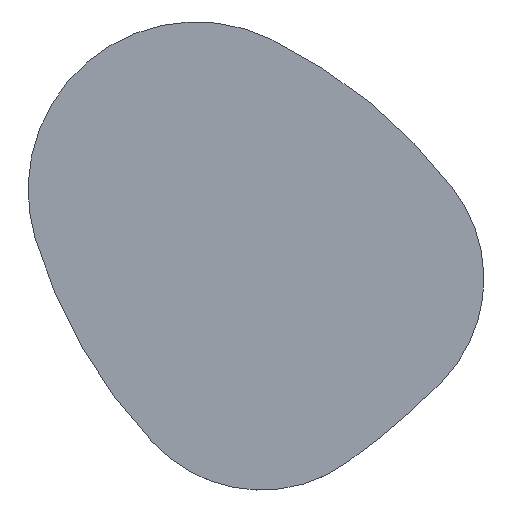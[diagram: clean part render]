
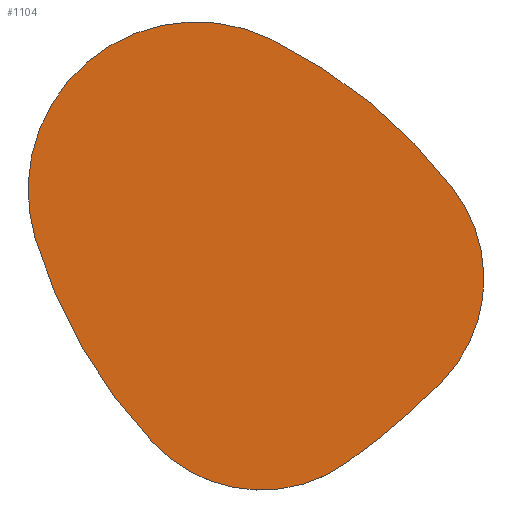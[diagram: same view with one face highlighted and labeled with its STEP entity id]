
A CAD part, top view. The second image highlights one B-rep face of the part: STEP entity #1104.
In plain terms, the highlighted planar face has unit normal (0, 0, 1).
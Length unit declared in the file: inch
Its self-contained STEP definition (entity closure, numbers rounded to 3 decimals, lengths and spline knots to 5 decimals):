
#31 = CIRCLE ( 'NONE', #738, 3.15 ) ;
#38 = CIRCLE ( 'NONE', #742, 15. ) ;
#52 = CIRCLE ( 'NONE', #737, 11.08 ) ;
#55 = CIRCLE ( 'NONE', #722, 3.22 ) ;
#63 = CIRCLE ( 'NONE', #724, 3.62252 ) ;
#66 = CIRCLE ( 'NONE', #727, 3.15 ) ;
#77 = CIRCLE ( 'NONE', #439, 3.22 ) ;
#82 = CIRCLE ( 'NONE', #673, 11.08 ) ;
#210 = ORIENTED_EDGE ( 'NONE', *, *, #505, .F. ) ;
#227 = ORIENTED_EDGE ( 'NONE', *, *, #522, .F. ) ;
#242 = ORIENTED_EDGE ( 'NONE', *, *, #524, .F. ) ;
#248 = EDGE_LOOP ( 'NONE', ( #227, #210, #354, #309, #263, #332, #265, #242 ) ) ;
#263 = ORIENTED_EDGE ( 'NONE', *, *, #531, .T. ) ;
#265 = ORIENTED_EDGE ( 'NONE', *, *, #514, .T. ) ;
#309 = ORIENTED_EDGE ( 'NONE', *, *, #543, .F. ) ;
#332 = ORIENTED_EDGE ( 'NONE', *, *, #512, .T. ) ;
#354 = ORIENTED_EDGE ( 'NONE', *, *, #532, .F. ) ;
#439 = AXIS2_PLACEMENT_3D ( 'NONE', #1378, #1376, #1377 ) ;
#505 = EDGE_CURVE ( 'NONE', #638, #651, #77, .T. ) ;
#512 = EDGE_CURVE ( 'NONE', #636, #648, #55, .T. ) ;
#514 = EDGE_CURVE ( 'NONE', #648, #599, #66, .T. ) ;
#522 = EDGE_CURVE ( 'NONE', #651, #576, #31, .T. ) ;
#524 = EDGE_CURVE ( 'NONE', #576, #599, #38, .T. ) ;
#531 = EDGE_CURVE ( 'NONE', #597, #636, #82, .T. ) ;
#532 = EDGE_CURVE ( 'NONE', #641, #638, #52, .T. ) ;
#543 = EDGE_CURVE ( 'NONE', #597, #641, #63, .T. ) ;
#576 = VERTEX_POINT ( 'NONE', #1666 ) ;
#597 = VERTEX_POINT ( 'NONE', #1517 ) ;
#599 = VERTEX_POINT ( 'NONE', #1511 ) ;
#636 = VERTEX_POINT ( 'NONE', #1474 ) ;
#638 = VERTEX_POINT ( 'NONE', #1485 ) ;
#641 = VERTEX_POINT ( 'NONE', #1471 ) ;
#648 = VERTEX_POINT ( 'NONE', #1464 ) ;
#651 = VERTEX_POINT ( 'NONE', #1461 ) ;
#673 = AXIS2_PLACEMENT_3D ( 'NONE', #1595, #1594, #1591 ) ;
#690 = AXIS2_PLACEMENT_3D ( 'NONE', #1391, #1389, #1387 ) ;
#722 = AXIS2_PLACEMENT_3D ( 'NONE', #1657, #1658, #1659 ) ;
#724 = AXIS2_PLACEMENT_3D ( 'NONE', #1549, #1380, #1383 ) ;
#727 = AXIS2_PLACEMENT_3D ( 'NONE', #1600, #1601, #1602 ) ;
#737 = AXIS2_PLACEMENT_3D ( 'NONE', #1587, #1570, #1586 ) ;
#738 = AXIS2_PLACEMENT_3D ( 'NONE', #1531, #1530, #1529 ) ;
#742 = AXIS2_PLACEMENT_3D ( 'NONE', #1577, #1578, #1579 ) ;
#1104 = ADVANCED_FACE ( 'NONE', ( #1222 ), #1395, .F. ) ;
#1222 = FACE_OUTER_BOUND ( 'NONE', #248, .T. ) ;
#1376 = DIRECTION ( 'NONE',  ( 0., 0., -1. ) ) ;
#1377 = DIRECTION ( 'NONE',  ( 0.762, 0.648, 0. ) ) ;
#1378 = CARTESIAN_POINT ( 'NONE',  ( 1.99704, -0.77313, 3.36066 ) ) ;
#1380 = DIRECTION ( 'NONE',  ( 0., 0., -1. ) ) ;
#1383 = DIRECTION ( 'NONE',  ( 0.762, 0.648, 0. ) ) ;
#1387 = DIRECTION ( 'NONE',  ( 0.762, 0.648, 0. ) ) ;
#1389 = DIRECTION ( 'NONE',  ( 0., 0., -1. ) ) ;
#1391 = CARTESIAN_POINT ( 'NONE',  ( 2.06699, -0.77049, 3.36066 ) ) ;
#1395 = PLANE ( 'NONE',  #690 ) ;
#1461 = CARTESIAN_POINT ( 'NONE',  ( 5.21475, -0.65158, 3.36066 ) ) ;
#1464 = CARTESIAN_POINT ( 'NONE',  ( -0.19345, -5.25173, 3.36066 ) ) ;
#1471 = CARTESIAN_POINT ( 'NONE',  ( 0.61134, 4.40192, 3.36066 ) ) ;
#1474 = CARTESIAN_POINT ( 'NONE',  ( -1.90315, -4.30093, 3.36066 ) ) ;
#1485 = CARTESIAN_POINT ( 'NONE',  ( 4.55054, 1.18851, 3.36066 ) ) ;
#1511 = CARTESIAN_POINT ( 'NONE',  ( 2.24368, -4.73853, 3.36066 ) ) ;
#1517 = CARTESIAN_POINT ( 'NONE',  ( -4.44298, 0.10277, 3.36066 ) ) ;
#1529 = DIRECTION ( 'NONE',  ( 0.762, 0.648, 0. ) ) ;
#1530 = DIRECTION ( 'NONE',  ( 0., 0., -1. ) ) ;
#1531 = CARTESIAN_POINT ( 'NONE',  ( 2.06699, -0.77049, 3.36066 ) ) ;
#1549 = CARTESIAN_POINT ( 'NONE',  ( -0.97347, 1.14447, 3.36066 ) ) ;
#1570 = DIRECTION ( 'NONE',  ( 0., 0., -1. ) ) ;
#1577 = CARTESIAN_POINT ( 'NONE',  ( -6.3981, 7.52196, 3.36066 ) ) ;
#1578 = DIRECTION ( 'NONE',  ( 0., 0., -1. ) ) ;
#1579 = DIRECTION ( 'NONE',  ( 0.762, 0.648, 0. ) ) ;
#1586 = DIRECTION ( 'NONE',  ( 0.762, 0.648, 0. ) ) ;
#1587 = CARTESIAN_POINT ( 'NONE',  ( -4.23604, -5.56148, 3.36066 ) ) ;
#1591 = DIRECTION ( 'NONE',  ( -0.762, -0.648, 0. ) ) ;
#1594 = DIRECTION ( 'NONE',  ( 0., 0., 1. ) ) ;
#1595 = CARTESIAN_POINT ( 'NONE',  ( 6.16902, 3.28896, 3.36066 ) ) ;
#1600 = CARTESIAN_POINT ( 'NONE',  ( 0.4289, -2.16383, 3.36066 ) ) ;
#1601 = DIRECTION ( 'NONE',  ( 0., 0., 1. ) ) ;
#1602 = DIRECTION ( 'NONE',  ( -0.762, -0.648, 0. ) ) ;
#1657 = CARTESIAN_POINT ( 'NONE',  ( 0.44273, -2.09521, 3.36066 ) ) ;
#1658 = DIRECTION ( 'NONE',  ( 0., 0., 1. ) ) ;
#1659 = DIRECTION ( 'NONE',  ( -0.762, -0.648, 0. ) ) ;
#1666 = CARTESIAN_POINT ( 'NONE',  ( 4.31721, -2.97481, 3.36066 ) ) ;
